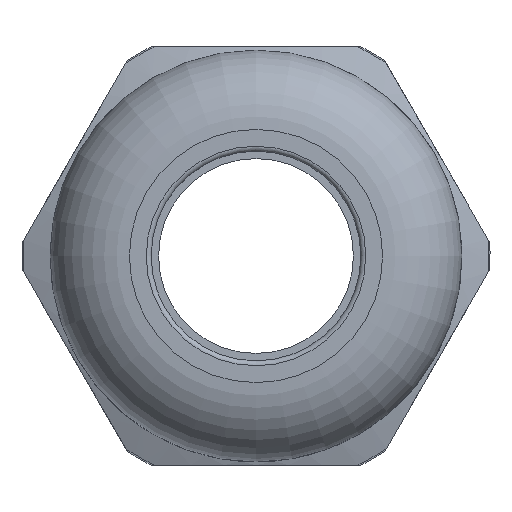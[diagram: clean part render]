
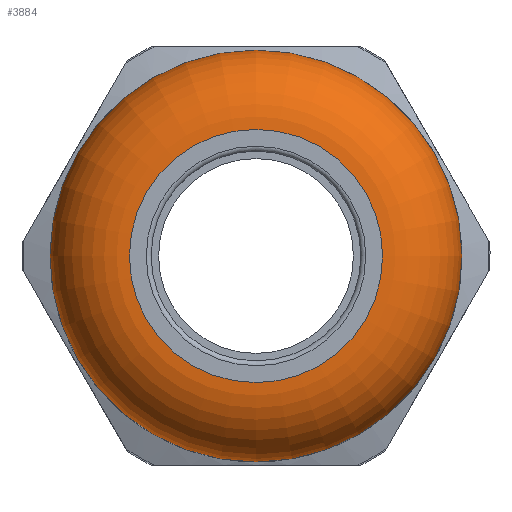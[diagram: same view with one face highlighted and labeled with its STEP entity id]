
A CAD part, left-side view. The second image highlights one B-rep face of the part: STEP entity #3884.
In plain terms, the highlighted toroidal (fillet/blend) face has major radius 5.145 mm and minor radius 3.22 mm.
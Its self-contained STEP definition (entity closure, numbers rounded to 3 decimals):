
#869=FACE_BOUND('',#1179,.T.);
#932=FACE_OUTER_BOUND('',#1178,.T.);
#1178=EDGE_LOOP('',(#2773));
#1179=EDGE_LOOP('',(#2774));
#1426=CIRCLE('',#4170,5.145);
#1442=CIRCLE('',#4206,8.365);
#1668=VERTEX_POINT('',#5876);
#1704=VERTEX_POINT('',#7128);
#2070=EDGE_CURVE('',#1668,#1668,#1426,.T.);
#2123=EDGE_CURVE('',#1704,#1704,#1442,.T.);
#2773=ORIENTED_EDGE('',*,*,#2123,.F.);
#2774=ORIENTED_EDGE('',*,*,#2070,.T.);
#3834=TOROIDAL_SURFACE('',#4205,5.145,3.22);
#3884=ADVANCED_FACE('',(#932,#869),#3834,.T.);
#4170=AXIS2_PLACEMENT_3D('',#5877,#4672,#4673);
#4205=AXIS2_PLACEMENT_3D('',#7127,#4757,#4758);
#4206=AXIS2_PLACEMENT_3D('',#7129,#4759,#4760);
#4672=DIRECTION('center_axis',(1.,0.,0.));
#4673=DIRECTION('ref_axis',(0.,0.,-1.));
#4757=DIRECTION('center_axis',(1.,0.,0.));
#4758=DIRECTION('ref_axis',(0.,0.,-1.));
#4759=DIRECTION('center_axis',(1.,0.,0.));
#4760=DIRECTION('ref_axis',(0.,0.,-1.));
#5876=CARTESIAN_POINT('',(-14.07,5.145,0.));
#5877=CARTESIAN_POINT('Origin',(-14.07,0.,0.));
#7127=CARTESIAN_POINT('Origin',(-10.85,0.,0.));
#7128=CARTESIAN_POINT('',(-10.85,8.365,0.));
#7129=CARTESIAN_POINT('Origin',(-10.85,0.,0.));
